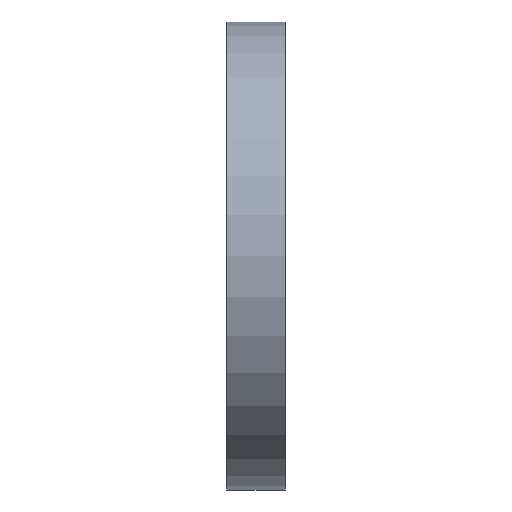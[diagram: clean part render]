
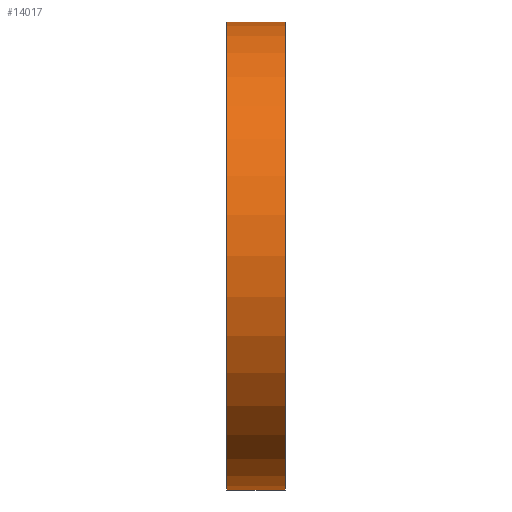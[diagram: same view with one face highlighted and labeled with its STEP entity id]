
A CAD part, left-side view. The second image highlights one B-rep face of the part: STEP entity #14017.
In plain terms, the highlighted cylindrical face has radius 38.1 mm (diameter 76.2 mm), a partial arc.
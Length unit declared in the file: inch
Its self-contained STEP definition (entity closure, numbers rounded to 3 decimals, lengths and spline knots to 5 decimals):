
#46 = DIRECTION ( 'NONE',  ( 0., 1., 0. ) ) ;
#926 = AXIS2_PLACEMENT_3D ( 'NONE', #14373, #16374, #20292 ) ;
#2815 = CARTESIAN_POINT ( 'NONE',  ( -2.05006, 0.375, 1.5 ) ) ;
#3418 = VECTOR ( 'NONE', #6862, 39.37008 ) ;
#3534 = EDGE_CURVE ( 'NONE', #21486, #14720, #23237, .T. ) ;
#4350 = CARTESIAN_POINT ( 'NONE',  ( -2.05006, 0.375, 1.5 ) ) ;
#5780 = AXIS2_PLACEMENT_3D ( 'NONE', #17778, #5840, #19812 ) ;
#5840 = DIRECTION ( 'NONE',  ( 0., 1., 0. ) ) ;
#6015 = VERTEX_POINT ( 'NONE', #7596 ) ;
#6085 = EDGE_CURVE ( 'NONE', #6015, #14720, #14704, .T. ) ;
#6862 = DIRECTION ( 'NONE',  ( 0., -1., 0. ) ) ;
#7124 = EDGE_CURVE ( 'NONE', #10328, #21486, #18297, .T. ) ;
#7596 = CARTESIAN_POINT ( 'NONE',  ( -2.05006, 0., -1.5 ) ) ;
#9382 = EDGE_LOOP ( 'NONE', ( #14412, #14045, #21921, #25112 ) ) ;
#10328 = VERTEX_POINT ( 'NONE', #17399 ) ;
#12000 = CARTESIAN_POINT ( 'NONE',  ( -2.05006, 0.375, 0. ) ) ;
#14017 = ADVANCED_FACE ( 'NONE', ( #17759 ), #16502, .T. ) ;
#14021 = DIRECTION ( 'NONE',  ( 0., 0., 1. ) ) ;
#14045 = ORIENTED_EDGE ( 'NONE', *, *, #3534, .F. ) ;
#14144 = EDGE_CURVE ( 'NONE', #10328, #6015, #18705, .T. ) ;
#14373 = CARTESIAN_POINT ( 'NONE',  ( -2.05006, 0.375, 0. ) ) ;
#14412 = ORIENTED_EDGE ( 'NONE', *, *, #6085, .T. ) ;
#14704 = CIRCLE ( 'NONE', #5780, 1.5 ) ;
#14720 = VERTEX_POINT ( 'NONE', #20620 ) ;
#16374 = DIRECTION ( 'NONE',  ( 0., -1., 0. ) ) ;
#16502 = CYLINDRICAL_SURFACE ( 'NONE', #926, 1.5 ) ;
#17399 = CARTESIAN_POINT ( 'NONE',  ( -2.05006, 0.375, -1.5 ) ) ;
#17759 = FACE_OUTER_BOUND ( 'NONE', #9382, .T. ) ;
#17778 = CARTESIAN_POINT ( 'NONE',  ( -2.05006, 0., 0. ) ) ;
#17916 = VECTOR ( 'NONE', #22709, 39.37008 ) ;
#18297 = CIRCLE ( 'NONE', #24171, 1.5 ) ;
#18705 = LINE ( 'NONE', #18833, #3418 ) ;
#18833 = CARTESIAN_POINT ( 'NONE',  ( -2.05006, 0.375, -1.5 ) ) ;
#19812 = DIRECTION ( 'NONE',  ( 0., 0., 1. ) ) ;
#20292 = DIRECTION ( 'NONE',  ( 0., 0., -1. ) ) ;
#20620 = CARTESIAN_POINT ( 'NONE',  ( -2.05006, 0., 1.5 ) ) ;
#21486 = VERTEX_POINT ( 'NONE', #4350 ) ;
#21921 = ORIENTED_EDGE ( 'NONE', *, *, #7124, .F. ) ;
#22709 = DIRECTION ( 'NONE',  ( 0., -1., 0. ) ) ;
#23237 = LINE ( 'NONE', #2815, #17916 ) ;
#24171 = AXIS2_PLACEMENT_3D ( 'NONE', #12000, #46, #14021 ) ;
#25112 = ORIENTED_EDGE ( 'NONE', *, *, #14144, .T. ) ;
